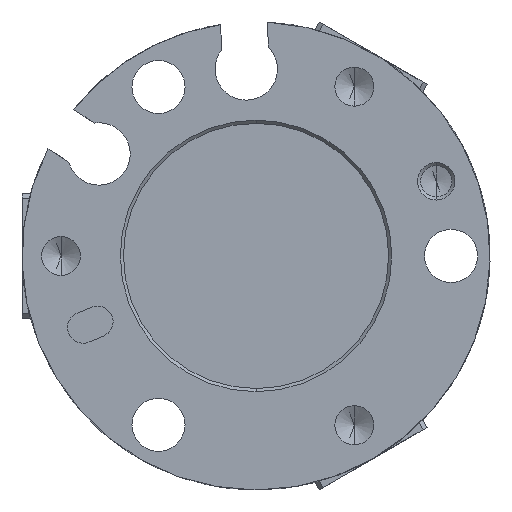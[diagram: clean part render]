
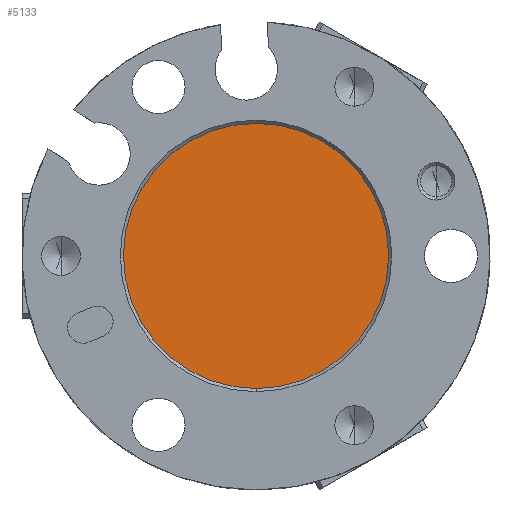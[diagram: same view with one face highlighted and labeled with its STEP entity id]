
A CAD part, front view. The second image highlights one B-rep face of the part: STEP entity #5133.
In plain terms, the highlighted planar face has unit normal (0, -1, 0).
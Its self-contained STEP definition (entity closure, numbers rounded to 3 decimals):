
#1096 = DIRECTION ( 'NONE',  ( 0., 0., -1. ) ) ;
#1097 = DIRECTION ( 'NONE',  ( 0., -1., 0. ) ) ;
#1098 = CARTESIAN_POINT ( 'NONE',  ( 0., 1.5, 0. ) ) ;
#1099 = AXIS2_PLACEMENT_3D ( 'NONE', #1098, #1097, #1096 ) ;
#1100 = PLANE ( 'NONE',  #1099 ) ;
#1101 = FACE_OUTER_BOUND ( 'NONE', #5134, .T. ) ;
#1131 = DIRECTION ( 'NONE',  ( 0., 0., -1. ) ) ;
#1132 = DIRECTION ( 'NONE',  ( 0., -1., 0. ) ) ;
#1133 = AXIS2_PLACEMENT_3D ( 'NONE', #1138, #1132, #1131 ) ;
#1134 = CIRCLE ( 'NONE', #1133, 8.5 ) ;
#1138 = CARTESIAN_POINT ( 'NONE',  ( 0., 1.5, 0. ) ) ;
#3554 = CARTESIAN_POINT ( 'NONE',  ( 0., 1.5, -8.5 ) ) ;
#3555 = CARTESIAN_POINT ( 'NONE',  ( 0., 1.5, 8.5 ) ) ;
#3556 = DIRECTION ( 'NONE',  ( 0., 0., -1. ) ) ;
#3557 = DIRECTION ( 'NONE',  ( 0., -1., 0. ) ) ;
#3558 = AXIS2_PLACEMENT_3D ( 'NONE', #3565, #3557, #3556 ) ;
#3559 = CIRCLE ( 'NONE', #3558, 8.5 ) ;
#3565 = CARTESIAN_POINT ( 'NONE',  ( 0., 1.5, 0. ) ) ;
#5133 = ADVANCED_FACE ( 'NONE', ( #1101 ), #1100, .T. ) ;
#5134 = EDGE_LOOP ( 'NONE', ( #5135, #5136 ) ) ;
#5135 = ORIENTED_EDGE ( 'NONE', *, *, #5154, .T. ) ;
#5136 = ORIENTED_EDGE ( 'NONE', *, *, #6465, .T. ) ;
#5154 = EDGE_CURVE ( 'NONE', #6467, #6466, #1134, .T. ) ;
#6465 = EDGE_CURVE ( 'NONE', #6466, #6467, #3559, .T. ) ;
#6466 = VERTEX_POINT ( 'NONE', #3555 ) ;
#6467 = VERTEX_POINT ( 'NONE', #3554 ) ;
